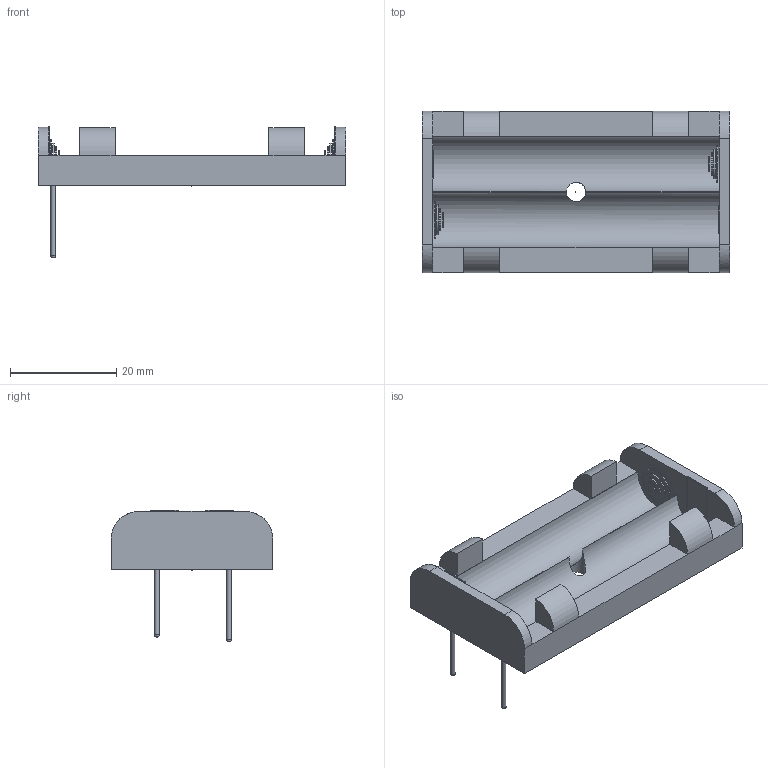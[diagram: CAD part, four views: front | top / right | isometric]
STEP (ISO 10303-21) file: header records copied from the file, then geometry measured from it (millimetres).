
FILE_DESCRIPTION(/* description */ ('model of BatteryHolder_MPD_BC2AAPC_2xAA'),/* implementation_level */ '2;1');
FILE_NAME(/* name */ 'BatteryHolder_MPD_BC2AAPC_2xAA.step',/* time_stamp */ '2018-12-13T15:57:59',/* author */ ('kicad StepUp','ksu'),/* organization */ ('FreeCAD'),/* preprocessor_version */ 'OCC',/* originating_system */ 'kicad StepUp',/* authorisation */ '');
FILE_SCHEMA(('AUTOMOTIVE_DESIGN { 1 0 10303 214 1 1 1 1 }'));
Length unit declared in the file: millimetre
Products named in the file (1): MPD_BC2AAPC_2xAA
Bounding box: 58 x 30.5 x 24.85 mm (x, y, z)
Volume: 6269.1 mm3; surface area: 6710.9 mm2
Topology: 10 solids, 10 shells, 97 faces, 216 edges, 144 vertices
Faces by surface type: plane 63, cylinder 32, revolution 2
Full cylindrical faces by diameter (mm): 0.02 x1, 0.89 x2, 1.4 x2, 2.8 x4, 3.65 x1, 4.2 x4, 5.6 x4, 7 x2
Entity records: 3722 total; most frequent: CARTESIAN_POINT 763, DIRECTION 486, ORIENTED_EDGE 432, EDGE_CURVE 216, AXIS2_PLACEMENT_3D 179, VERTEX_POINT 144, LINE 126, VECTOR 126
